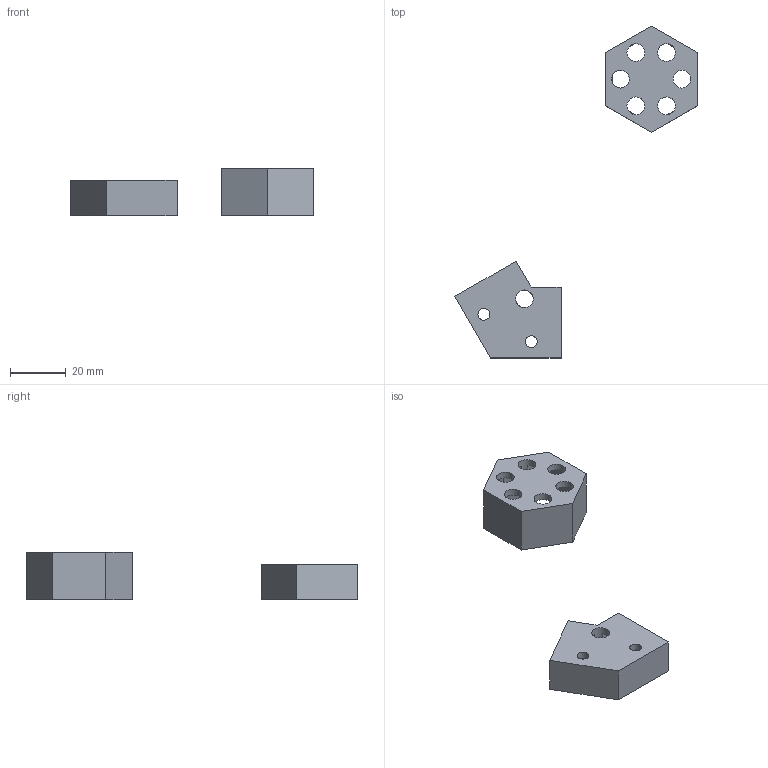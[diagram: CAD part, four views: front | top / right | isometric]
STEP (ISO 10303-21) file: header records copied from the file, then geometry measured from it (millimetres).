
FILE_DESCRIPTION(/* description */ ('STEP AP242','CAx-IF Rec.Pracs.---Representation and Presentation of Product Manufacturing Information (PMI)---4.0---2014-10-13','CAx-IF Rec.Pracs.---3D Tessellated Geometry---0.4---2014-09-14','2;1'),/* implementation_level */ '2;1');
FILE_NAME(/* name */ '617e273936aced728cd46327',/* time_stamp */ '2021-10-31T05:18:50+00:00',/* author */ (''),/* organization */ (''),/* preprocessor_version */ 'ST-DEVELOPER v18.1',/* originating_system */ ' ',/* authorisation */ ' ');
FILE_SCHEMA (('AP242_MANAGED_MODEL_BASED_3D_ENGINEERING_MIM_LF { 1 0 10303 442 1 1 4 }'));
Length unit declared in the file: metre
Products named in the file (2): Part 2; Part 1
Bounding box: 86.83 x 118.87 x 16.93 mm (x, y, z)
Volume: 10838.6 mm3; surface area: 9579.5 mm2
Topology: 2 solids, 2 shells, 45 faces, 138 edges, 92 vertices
Faces by surface type: plane 36, cylinder 9
Full cylindrical faces by diameter (mm): 4.233 x2, 6.35 x7
Entity records: 1513 total; most frequent: CARTESIAN_POINT 254, ORIENTED_EDGE 244, DIRECTION 241, EDGE_CURVE 122, LINE 97, VECTOR 97, VERTEX_POINT 85, AXIS2_PLACEMENT_3D 72
